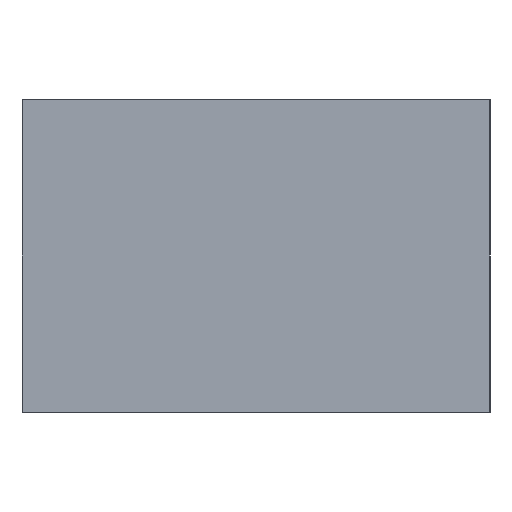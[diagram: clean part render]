
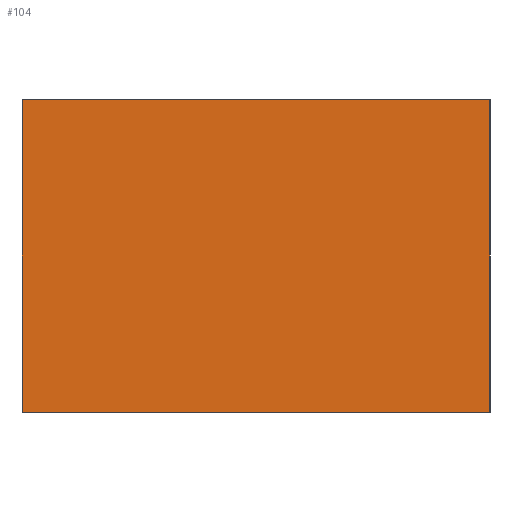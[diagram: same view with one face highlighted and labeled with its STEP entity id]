
A CAD part, front view. The second image highlights one B-rep face of the part: STEP entity #104.
In plain terms, the highlighted planar face has unit normal (0, -1, 0).
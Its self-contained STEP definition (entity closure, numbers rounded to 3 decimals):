
#18=FACE_OUTER_BOUND('',#24,.T.);
#24=EDGE_LOOP('',(#83,#84,#85,#86));
#27=LINE('',#163,#39);
#35=LINE('',#179,#47);
#37=LINE('',#182,#49);
#38=LINE('',#183,#50);
#39=VECTOR('',#137,1.);
#47=VECTOR('',#149,1.);
#49=VECTOR('',#153,1.);
#50=VECTOR('',#154,1.);
#51=VERTEX_POINT('',#161);
#52=VERTEX_POINT('',#162);
#57=VERTEX_POINT('',#176);
#58=VERTEX_POINT('',#178);
#59=EDGE_CURVE('',#51,#52,#27,.T.);
#67=EDGE_CURVE('',#58,#57,#35,.T.);
#69=EDGE_CURVE('',#57,#52,#37,.T.);
#70=EDGE_CURVE('',#58,#51,#38,.T.);
#83=ORIENTED_EDGE('',*,*,#67,.T.);
#84=ORIENTED_EDGE('',*,*,#69,.T.);
#85=ORIENTED_EDGE('',*,*,#59,.F.);
#86=ORIENTED_EDGE('',*,*,#70,.F.);
#98=PLANE('',#130);
#104=ADVANCED_FACE('',(#18),#98,.T.);
#130=AXIS2_PLACEMENT_3D('',#181,#151,#152);
#137=DIRECTION('',(0.,0.,1.));
#149=DIRECTION('',(0.,0.,1.));
#151=DIRECTION('center_axis',(0.,-1.,0.));
#152=DIRECTION('ref_axis',(-1.,0.,0.));
#153=DIRECTION('',(-1.,0.,0.));
#154=DIRECTION('',(-1.,0.,0.));
#161=CARTESIAN_POINT('',(-0.75,-2.5,0.));
#162=CARTESIAN_POINT('',(-0.75,-2.5,1.));
#163=CARTESIAN_POINT('',(-0.75,-2.5,0.));
#176=CARTESIAN_POINT('',(0.75,-2.5,1.));
#178=CARTESIAN_POINT('',(0.75,-2.5,0.));
#179=CARTESIAN_POINT('',(0.75,-2.5,0.));
#181=CARTESIAN_POINT('Origin',(0.75,-2.5,0.));
#182=CARTESIAN_POINT('',(0.75,-2.5,1.));
#183=CARTESIAN_POINT('',(0.75,-2.5,0.));
